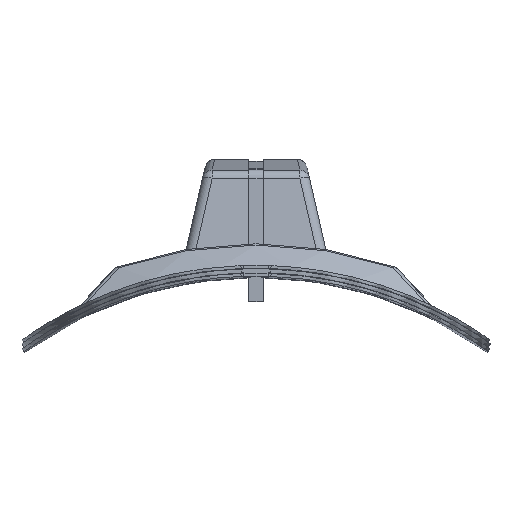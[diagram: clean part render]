
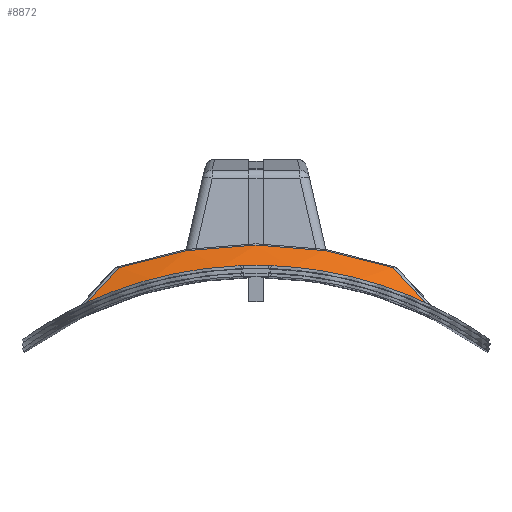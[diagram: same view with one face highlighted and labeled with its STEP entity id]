
A CAD part, top view. The second image highlights one B-rep face of the part: STEP entity #8872.
In plain terms, the highlighted conical face has half-angle 42.125 degrees and reference radius 87.092 mm.
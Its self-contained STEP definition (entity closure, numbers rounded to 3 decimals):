
#7396=CARTESIAN_POINT('',(27.894,82.504,145.579));
#7397=VERTEX_POINT('',#7396);
#7472=CARTESIAN_POINT('',(-27.894,82.504,145.579));
#7473=VERTEX_POINT('',#7472);
#7481=CARTESIAN_POINT('',(0.,0.,145.579));
#7482=DIRECTION('',(0.0,0.0,-1.0));
#7483=DIRECTION('',(-0.32,0.947,0.0));
#7484=AXIS2_PLACEMENT_3D('',#7481,#7482,#7483);
#7485=CIRCLE('',#7484,87.092);
#7486=EDGE_CURVE('',#7473,#7397,#7485,.T.);
#8145=CARTESIAN_POINT('',(34.597,75.28,150.27));
#8146=VERTEX_POINT('',#8145);
#8147=CARTESIAN_POINT('',(34.597,75.28,150.27));
#8148=CARTESIAN_POINT('',(32.559,77.773,148.706));
#8149=CARTESIAN_POINT('',(30.322,80.19,147.143));
#8150=CARTESIAN_POINT('',(27.894,82.504,145.579));
#8151=B_SPLINE_CURVE_WITH_KNOTS('',3,(#8147,#8148,#8149,#8150),.UNSPECIFIED.,.F.,.U.,(4,4),(0.0,0.105),.UNSPECIFIED.);
#8152=EDGE_CURVE('',#8146,#7397,#8151,.T.);
#8754=CARTESIAN_POINT('',(-34.597,75.28,150.27));
#8755=VERTEX_POINT('',#8754);
#8763=CARTESIAN_POINT('',(-34.597,75.28,150.27));
#8764=CARTESIAN_POINT('',(-32.559,77.773,148.706));
#8765=CARTESIAN_POINT('',(-30.322,80.19,147.143));
#8766=CARTESIAN_POINT('',(-27.894,82.504,145.579));
#8767=B_SPLINE_CURVE_WITH_KNOTS('',3,(#8763,#8764,#8765,#8766),.UNSPECIFIED.,.F.,.U.,(4,4),(0.0,0.105),.UNSPECIFIED.);
#8768=EDGE_CURVE('',#8755,#7473,#8767,.T.);
#8855=CARTESIAN_POINT('',(0.,0.,145.579));
#8856=DIRECTION('',(0.,0.,-1.0));
#8857=DIRECTION('',(-0.32,0.947,0.0));
#8858=AXIS2_PLACEMENT_3D('',#8855,#8856,#8857);
#8859=CONICAL_SURFACE('',#8858,87.092,42.125);
#8860=ORIENTED_EDGE('',*,*,#7486,.F.);
#8861=ORIENTED_EDGE('',*,*,#8768,.F.);
#8862=CARTESIAN_POINT('',(0.,0.,150.27));
#8863=DIRECTION('',(0.,0.,1.0));
#8864=DIRECTION('',(0.418,0.909,0.));
#8865=AXIS2_PLACEMENT_3D('',#8862,#8863,#8864);
#8866=CIRCLE('',#8865,82.85);
#8867=EDGE_CURVE('',#8146,#8755,#8866,.T.);
#8868=ORIENTED_EDGE('',*,*,#8867,.F.);
#8869=ORIENTED_EDGE('',*,*,#8152,.T.);
#8870=EDGE_LOOP('',(#8860,#8861,#8868,#8869));
#8871=FACE_OUTER_BOUND('',#8870,.T.);
#8872=ADVANCED_FACE('',(#8871),#8859,.T.);
